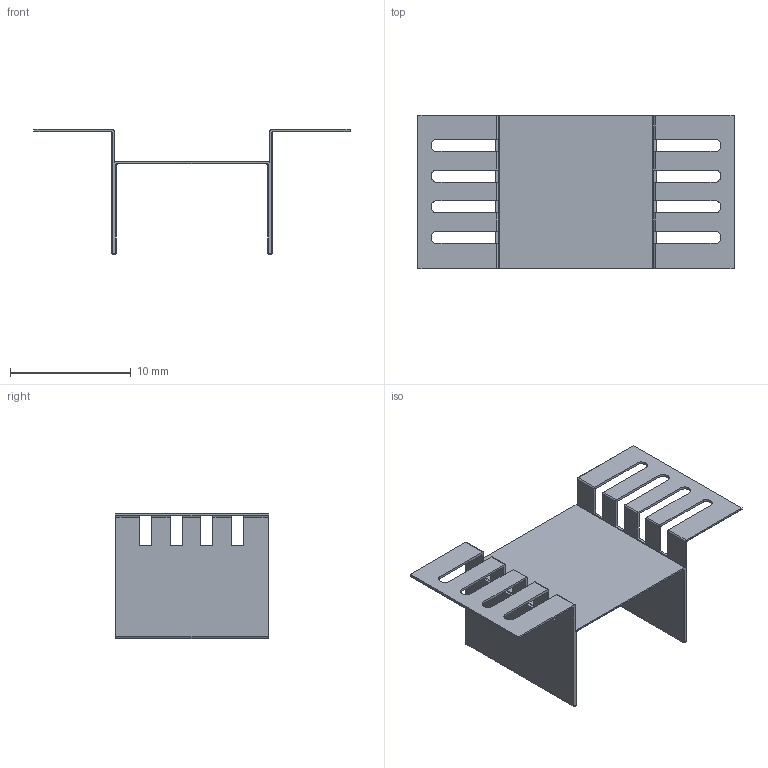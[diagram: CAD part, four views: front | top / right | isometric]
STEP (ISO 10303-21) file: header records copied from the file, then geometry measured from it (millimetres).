
FILE_DESCRIPTION(('FreeCAD Model'),'2;1');
FILE_NAME('Fillet006.step','2018-11-10T14:35:24',( 'kicad StepUp'),('ksu MCAD'),'Open CASCADE STEP processor 7.1', 'FreeCAD','Unknown');
FILE_SCHEMA(('AUTOMOTIVE_DESIGN { 1 0 10303 214 1 1 1 1 }'));
Length unit declared in the file: millimetre
Products named in the file (1): Fillet006
Bounding box: 26.16 x 12.7 x 10.36 mm (x, y, z)
Volume: 143 mm3; surface area: 1106.2 mm2
Topology: 1 solids, 1 shells, 120 faces, 375 edges, 241 vertices
Faces by surface type: cylinder 58, plane 48, torus 12, revolution 1, bspline 1
Entity records: 2924 total; most frequent: CARTESIAN_POINT 654, ORIENTED_EDGE 528, EDGE_CURVE 375, VERTEX_POINT 241, AXIS2_PLACEMENT_3D 231, LINE 213, CIRCLE 128, ADVANCED_FACE 120
